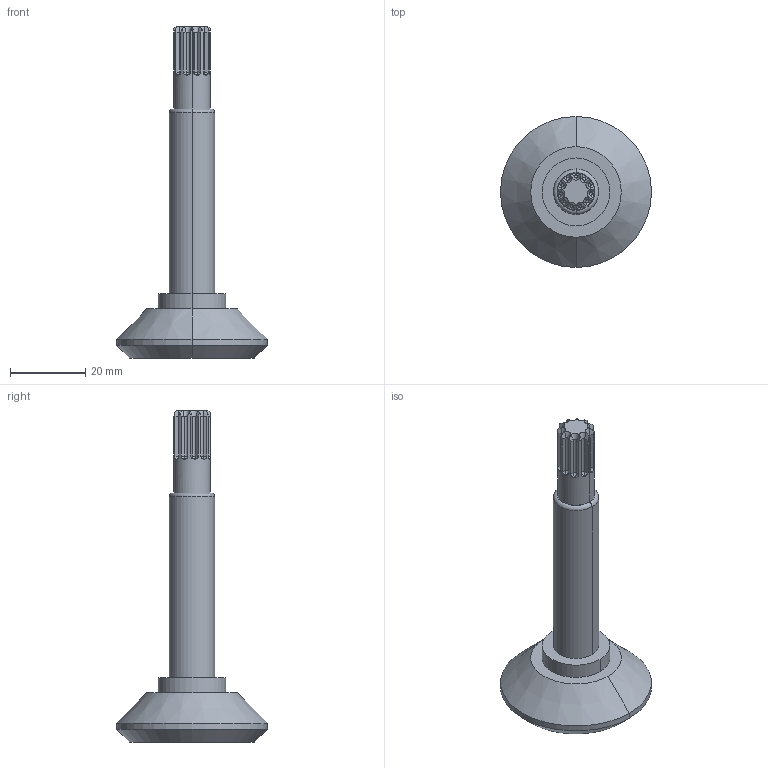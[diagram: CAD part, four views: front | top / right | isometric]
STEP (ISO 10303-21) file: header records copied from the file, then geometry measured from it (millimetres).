
FILE_DESCRIPTION (( 'STEP AP203' ), '1' );
FILE_NAME ('tree.STEP', '2016-06-27T14:53:35', ( '' ), ( '' ), 'SwSTEP 2.0', 'SolidWorks 2015', '' );
FILE_SCHEMA (( 'CONFIG_CONTROL_DESIGN' ));
Length unit declared in the file: millimetre
Products named in the file (1): tree
Bounding box: 40 x 40 x 88 mm (x, y, z)
Volume: 18353.4 mm3; surface area: 6222.2 mm2
Topology: 1 solids, 1 shells, 138 faces, 342 edges, 199 vertices
Faces by surface type: plane 61, cylinder 44, cone 20, bspline 11, torus 2
Entity records: 4553 total; most frequent: CARTESIAN_POINT 1450, ORIENTED_EDGE 662, DIRECTION 601, EDGE_CURVE 331, AXIS2_PLACEMENT_3D 208, VERTEX_POINT 199, LINE 185, VECTOR 185
